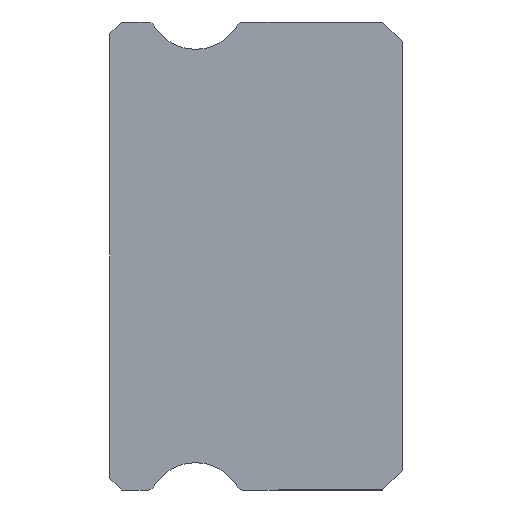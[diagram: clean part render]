
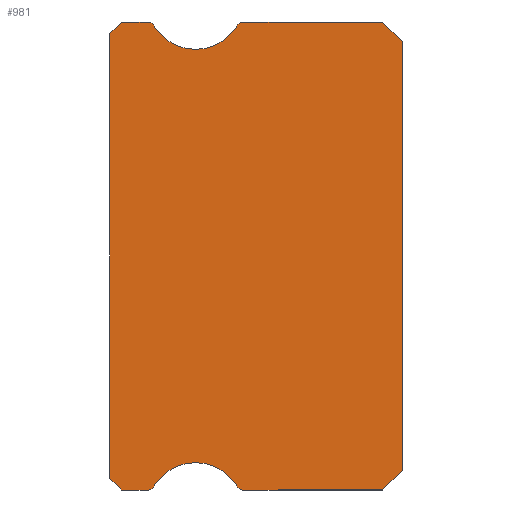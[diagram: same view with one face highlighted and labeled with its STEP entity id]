
A CAD part, left-side view. The second image highlights one B-rep face of the part: STEP entity #981.
In plain terms, the highlighted planar face has unit normal (-1, 0, 0).
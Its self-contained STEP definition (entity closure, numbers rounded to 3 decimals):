
#8 = EDGE_CURVE ( 'NONE', #1155, #856, #1277, .T. ) ;
#41 = VERTEX_POINT ( 'NONE', #1269 ) ;
#55 = ORIENTED_EDGE ( 'NONE', *, *, #259, .F. ) ;
#61 = LINE ( 'NONE', #1442, #913 ) ;
#64 = EDGE_CURVE ( 'NONE', #1464, #380, #577, .T. ) ;
#67 = VECTOR ( 'NONE', #1373, 1000. ) ;
#83 = EDGE_CURVE ( 'NONE', #218, #1464, #816, .T. ) ;
#96 = VECTOR ( 'NONE', #229, 1000. ) ;
#101 = DIRECTION ( 'NONE',  ( 0., 0., -1. ) ) ;
#106 = EDGE_LOOP ( 'NONE', ( #958, #1261, #399, #196, #676, #55, #1325, #159, #555, #1097, #561, #1149, #1369, #341, #537, #1522, #977 ) ) ;
#108 = CIRCLE ( 'NONE', #1486, 0.15 ) ;
#111 = CARTESIAN_POINT ( 'NONE',  ( -12.5, 4.088, 6. ) ) ;
#113 = VERTEX_POINT ( 'NONE', #201 ) ;
#114 = DIRECTION ( 'NONE',  ( -1., 0., 0. ) ) ;
#118 = EDGE_CURVE ( 'NONE', #380, #812, #198, .T. ) ;
#125 = EDGE_CURVE ( 'NONE', #41, #764, #1291, .T. ) ;
#137 = CARTESIAN_POINT ( 'NONE',  ( -12.5, 6.512, -6. ) ) ;
#144 = LINE ( 'NONE', #633, #1443 ) ;
#152 = VECTOR ( 'NONE', #1497, 1000. ) ;
#156 = DIRECTION ( 'NONE',  ( 1., 0., 0. ) ) ;
#157 = VERTEX_POINT ( 'NONE', #1055 ) ;
#159 = ORIENTED_EDGE ( 'NONE', *, *, #64, .F. ) ;
#167 = CARTESIAN_POINT ( 'NONE',  ( -12.5, 4.217, -5.925 ) ) ;
#196 = ORIENTED_EDGE ( 'NONE', *, *, #240, .T. ) ;
#198 = CIRCLE ( 'NONE', #501, 0.15 ) ;
#201 = CARTESIAN_POINT ( 'NONE',  ( -12.5, 4.217, 5.925 ) ) ;
#218 = VERTEX_POINT ( 'NONE', #1493 ) ;
#229 = DIRECTION ( 'NONE',  ( 0., 0.707, -0.707 ) ) ;
#240 = EDGE_CURVE ( 'NONE', #856, #408, #960, .T. ) ;
#241 = LINE ( 'NONE', #1001, #152 ) ;
#244 = CARTESIAN_POINT ( 'NONE',  ( -12.5, 6.512, 6. ) ) ;
#259 = EDGE_CURVE ( 'NONE', #812, #918, #658, .T. ) ;
#273 = VECTOR ( 'NONE', #342, 1000. ) ;
#293 = LINE ( 'NONE', #546, #1305 ) ;
#296 = DIRECTION ( 'NONE',  ( 0., 0., 1. ) ) ;
#334 = CARTESIAN_POINT ( 'NONE',  ( -12.5, 7.2, 6. ) ) ;
#338 = AXIS2_PLACEMENT_3D ( 'NONE', #479, #1093, #720 ) ;
#341 = ORIENTED_EDGE ( 'NONE', *, *, #1084, .F. ) ;
#342 = DIRECTION ( 'NONE',  ( 0., 1., 0. ) ) ;
#349 = CARTESIAN_POINT ( 'NONE',  ( -12.5, 6.512, -6. ) ) ;
#365 = CIRCLE ( 'NONE', #338, 0.15 ) ;
#373 = CARTESIAN_POINT ( 'NONE',  ( -12.5, 4.088, -6. ) ) ;
#375 = VECTOR ( 'NONE', #1539, 1000. ) ;
#380 = VERTEX_POINT ( 'NONE', #373 ) ;
#399 = ORIENTED_EDGE ( 'NONE', *, *, #8, .T. ) ;
#407 = CARTESIAN_POINT ( 'NONE',  ( -12.5, 5.3, 5.3 ) ) ;
#408 = VERTEX_POINT ( 'NONE', #137 ) ;
#422 = CIRCLE ( 'NONE', #850, 1.25 ) ;
#444 = LINE ( 'NONE', #934, #96 ) ;
#452 = DIRECTION ( 'NONE',  ( 0., 0., -1. ) ) ;
#479 = CARTESIAN_POINT ( 'NONE',  ( -12.5, 6.512, -5.85 ) ) ;
#481 = DIRECTION ( 'NONE',  ( 0., 0., -1. ) ) ;
#501 = AXIS2_PLACEMENT_3D ( 'NONE', #1175, #799, #452 ) ;
#535 = AXIS2_PLACEMENT_3D ( 'NONE', #1035, #1170, #927 ) ;
#537 = ORIENTED_EDGE ( 'NONE', *, *, #125, .F. ) ;
#546 = CARTESIAN_POINT ( 'NONE',  ( -12.5, 0.5, 6. ) ) ;
#555 = ORIENTED_EDGE ( 'NONE', *, *, #83, .F. ) ;
#561 = ORIENTED_EDGE ( 'NONE', *, *, #1252, .F. ) ;
#572 = CARTESIAN_POINT ( 'NONE',  ( -12.5, 0.5, 6. ) ) ;
#577 = LINE ( 'NONE', #1208, #1027 ) ;
#587 = CARTESIAN_POINT ( 'NONE',  ( -12.5, 0.5, -6. ) ) ;
#590 = LINE ( 'NONE', #334, #273 ) ;
#617 = DIRECTION ( 'NONE',  ( -1., 0., 0. ) ) ;
#620 = VERTEX_POINT ( 'NONE', #244 ) ;
#633 = CARTESIAN_POINT ( 'NONE',  ( -12.5, 0., 5.5 ) ) ;
#658 = CIRCLE ( 'NONE', #1210, 1.25 ) ;
#667 = CARTESIAN_POINT ( 'NONE',  ( -12.5, 7.5, -5.7 ) ) ;
#673 = CARTESIAN_POINT ( 'NONE',  ( -12.5, 0., -5.5 ) ) ;
#676 = ORIENTED_EDGE ( 'NONE', *, *, #1504, .F. ) ;
#678 = VERTEX_POINT ( 'NONE', #1260 ) ;
#685 = FACE_OUTER_BOUND ( 'NONE', #106, .T. ) ;
#686 = EDGE_CURVE ( 'NONE', #218, #157, #144, .T. ) ;
#709 = EDGE_CURVE ( 'NONE', #620, #41, #822, .T. ) ;
#720 = DIRECTION ( 'NONE',  ( 0., 0., -1. ) ) ;
#764 = VERTEX_POINT ( 'NONE', #407 ) ;
#799 = DIRECTION ( 'NONE',  ( 1., 0., 0. ) ) ;
#812 = VERTEX_POINT ( 'NONE', #167 ) ;
#816 = LINE ( 'NONE', #673, #875 ) ;
#819 = CARTESIAN_POINT ( 'NONE',  ( -12.5, 7.2, -6. ) ) ;
#822 = CIRCLE ( 'NONE', #535, 0.15 ) ;
#850 = AXIS2_PLACEMENT_3D ( 'NONE', #871, #114, #481 ) ;
#856 = VERTEX_POINT ( 'NONE', #819 ) ;
#871 = CARTESIAN_POINT ( 'NONE',  ( -12.5, 5.3, 6.55 ) ) ;
#875 = VECTOR ( 'NONE', #1571, 1000. ) ;
#885 = EDGE_CURVE ( 'NONE', #620, #678, #590, .T. ) ;
#913 = VECTOR ( 'NONE', #1433, 1000. ) ;
#915 = VERTEX_POINT ( 'NONE', #1319 ) ;
#918 = VERTEX_POINT ( 'NONE', #1194 ) ;
#927 = DIRECTION ( 'NONE',  ( 0., 0., -1. ) ) ;
#930 = EDGE_CURVE ( 'NONE', #678, #915, #444, .T. ) ;
#934 = CARTESIAN_POINT ( 'NONE',  ( -12.5, 7.5, 5.7 ) ) ;
#939 = VERTEX_POINT ( 'NONE', #572 ) ;
#945 = DIRECTION ( 'NONE',  ( -1., 0., 0. ) ) ;
#958 = ORIENTED_EDGE ( 'NONE', *, *, #930, .T. ) ;
#960 = LINE ( 'NONE', #349, #67 ) ;
#977 = ORIENTED_EDGE ( 'NONE', *, *, #885, .T. ) ;
#981 = ADVANCED_FACE ( 'NONE', ( #685 ), #1064, .F. ) ;
#1001 = CARTESIAN_POINT ( 'NONE',  ( -12.5, 7.5, 5.85 ) ) ;
#1014 = CARTESIAN_POINT ( 'NONE',  ( -12.5, 7.2, -6. ) ) ;
#1015 = DIRECTION ( 'NONE',  ( 0., 0., -1. ) ) ;
#1027 = VECTOR ( 'NONE', #1314, 1000. ) ;
#1035 = CARTESIAN_POINT ( 'NONE',  ( -12.5, 6.512, 5.85 ) ) ;
#1055 = CARTESIAN_POINT ( 'NONE',  ( -12.5, 0., 5.5 ) ) ;
#1064 = PLANE ( 'NONE',  #1186 ) ;
#1069 = DIRECTION ( 'NONE',  ( 0., 0., -1. ) ) ;
#1084 = EDGE_CURVE ( 'NONE', #764, #113, #422, .T. ) ;
#1093 = DIRECTION ( 'NONE',  ( 1., 0., 0. ) ) ;
#1097 = ORIENTED_EDGE ( 'NONE', *, *, #686, .T. ) ;
#1099 = EDGE_CURVE ( 'NONE', #1155, #915, #241, .T. ) ;
#1102 = CARTESIAN_POINT ( 'NONE',  ( -12.5, 5.3, -6.55 ) ) ;
#1106 = DIRECTION ( 'NONE',  ( 1., 0., 0. ) ) ;
#1134 = AXIS2_PLACEMENT_3D ( 'NONE', #1430, #945, #1069 ) ;
#1149 = ORIENTED_EDGE ( 'NONE', *, *, #1313, .F. ) ;
#1155 = VERTEX_POINT ( 'NONE', #667 ) ;
#1170 = DIRECTION ( 'NONE',  ( 1., 0., 0. ) ) ;
#1175 = CARTESIAN_POINT ( 'NONE',  ( -12.5, 4.088, -5.85 ) ) ;
#1186 = AXIS2_PLACEMENT_3D ( 'NONE', #1556, #1106, #1368 ) ;
#1194 = CARTESIAN_POINT ( 'NONE',  ( -12.5, 6.383, -5.925 ) ) ;
#1208 = CARTESIAN_POINT ( 'NONE',  ( -12.5, 6.512, -6. ) ) ;
#1210 = AXIS2_PLACEMENT_3D ( 'NONE', #1102, #617, #101 ) ;
#1252 = EDGE_CURVE ( 'NONE', #939, #157, #293, .T. ) ;
#1260 = CARTESIAN_POINT ( 'NONE',  ( -12.5, 7.2, 6. ) ) ;
#1261 = ORIENTED_EDGE ( 'NONE', *, *, #1099, .F. ) ;
#1269 = CARTESIAN_POINT ( 'NONE',  ( -12.5, 6.383, 5.925 ) ) ;
#1272 = EDGE_CURVE ( 'NONE', #113, #1496, #108, .T. ) ;
#1277 = LINE ( 'NONE', #1014, #375 ) ;
#1291 = CIRCLE ( 'NONE', #1134, 1.25 ) ;
#1305 = VECTOR ( 'NONE', #1540, 1000. ) ;
#1313 = EDGE_CURVE ( 'NONE', #1496, #939, #61, .T. ) ;
#1314 = DIRECTION ( 'NONE',  ( 0., 1., 0. ) ) ;
#1319 = CARTESIAN_POINT ( 'NONE',  ( -12.5, 7.5, 5.7 ) ) ;
#1325 = ORIENTED_EDGE ( 'NONE', *, *, #118, .F. ) ;
#1368 = DIRECTION ( 'NONE',  ( 0., 0., -1. ) ) ;
#1369 = ORIENTED_EDGE ( 'NONE', *, *, #1272, .F. ) ;
#1373 = DIRECTION ( 'NONE',  ( 0., -1., 0. ) ) ;
#1430 = CARTESIAN_POINT ( 'NONE',  ( -12.5, 5.3, 6.55 ) ) ;
#1433 = DIRECTION ( 'NONE',  ( 0., -1., 0. ) ) ;
#1442 = CARTESIAN_POINT ( 'NONE',  ( -12.5, 6.512, 6. ) ) ;
#1443 = VECTOR ( 'NONE', #296, 1000. ) ;
#1464 = VERTEX_POINT ( 'NONE', #587 ) ;
#1486 = AXIS2_PLACEMENT_3D ( 'NONE', #1511, #156, #1015 ) ;
#1493 = CARTESIAN_POINT ( 'NONE',  ( -12.5, 0., -5.5 ) ) ;
#1496 = VERTEX_POINT ( 'NONE', #111 ) ;
#1497 = DIRECTION ( 'NONE',  ( 0., 0., 1. ) ) ;
#1504 = EDGE_CURVE ( 'NONE', #918, #408, #365, .T. ) ;
#1511 = CARTESIAN_POINT ( 'NONE',  ( -12.5, 4.088, 5.85 ) ) ;
#1522 = ORIENTED_EDGE ( 'NONE', *, *, #709, .F. ) ;
#1539 = DIRECTION ( 'NONE',  ( 0., -0.707, -0.707 ) ) ;
#1540 = DIRECTION ( 'NONE',  ( 0., -0.707, -0.707 ) ) ;
#1556 = CARTESIAN_POINT ( 'NONE',  ( -12.5, 6.512, 5.85 ) ) ;
#1571 = DIRECTION ( 'NONE',  ( 0., 0.707, -0.707 ) ) ;
